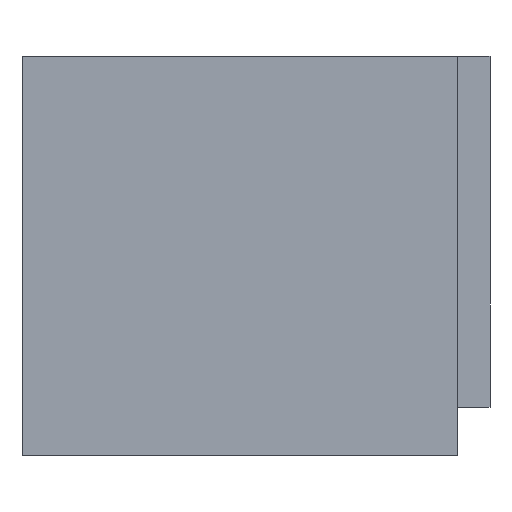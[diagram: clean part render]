
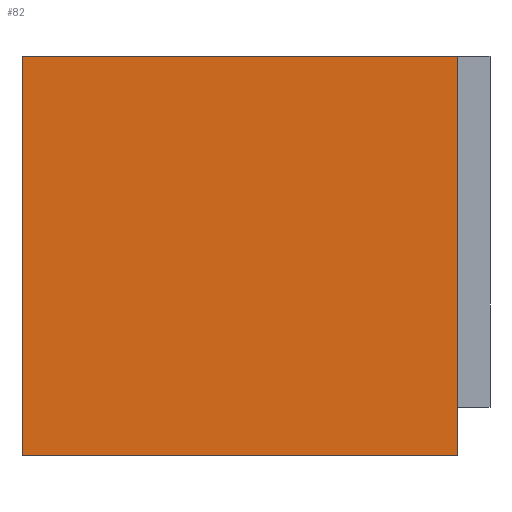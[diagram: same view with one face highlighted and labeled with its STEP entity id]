
A CAD part, left-side view. The second image highlights one B-rep face of the part: STEP entity #82.
In plain terms, the highlighted planar face has unit normal (-1, 0, 0).
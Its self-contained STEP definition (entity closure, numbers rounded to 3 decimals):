
#82 = ADVANCED_FACE( '', ( #168 ), #169, .F. );
#168 = FACE_OUTER_BOUND( '', #245, .T. );
#169 = PLANE( '', #246 );
#245 = EDGE_LOOP( '', ( #409, #410, #411, #412 ) );
#246 = AXIS2_PLACEMENT_3D( '', #413, #414, #415 );
#409 = ORIENTED_EDGE( '', *, *, #465, .T. );
#410 = ORIENTED_EDGE( '', *, *, #472, .F. );
#411 = ORIENTED_EDGE( '', *, *, #435, .F. );
#412 = ORIENTED_EDGE( '', *, *, #430, .T. );
#413 = CARTESIAN_POINT( '', ( -39.95, -27., 12.375 ) );
#414 = DIRECTION( '', ( 1., 0., 0. ) );
#415 = DIRECTION( '', ( 0., 0., -1. ) );
#430 = EDGE_CURVE( '', #507, #505, #508, .T. );
#435 = EDGE_CURVE( '', #507, #515, #516, .T. );
#465 = EDGE_CURVE( '', #505, #558, #559, .T. );
#472 = EDGE_CURVE( '', #515, #558, #567, .T. );
#505 = VERTEX_POINT( '', #610 );
#507 = VERTEX_POINT( '', #613 );
#508 = LINE( '', #614, #615 );
#515 = VERTEX_POINT( '', #624 );
#516 = LINE( '', #625, #626 );
#558 = VERTEX_POINT( '', #683 );
#559 = LINE( '', #684, #685 );
#567 = LINE( '', #697, #698 );
#610 = CARTESIAN_POINT( '', ( -39.95, 0., 12.375 ) );
#613 = CARTESIAN_POINT( '', ( -39.95, -27., 12.375 ) );
#614 = CARTESIAN_POINT( '', ( -39.95, -27., 12.375 ) );
#615 = VECTOR( '', #724, 1000. );
#624 = CARTESIAN_POINT( '', ( -39.95, -27., -12.375 ) );
#625 = CARTESIAN_POINT( '', ( -39.95, -27., 12.375 ) );
#626 = VECTOR( '', #730, 1000. );
#683 = CARTESIAN_POINT( '', ( -39.95, 0., -12.375 ) );
#684 = CARTESIAN_POINT( '', ( -39.95, 0., 12.375 ) );
#685 = VECTOR( '', #758, 1000. );
#697 = CARTESIAN_POINT( '', ( -39.95, -27., -12.375 ) );
#698 = VECTOR( '', #763, 1000. );
#724 = DIRECTION( '', ( 0., 1., 0. ) );
#730 = DIRECTION( '', ( 0., 0., -1. ) );
#758 = DIRECTION( '', ( 0., 0., -1. ) );
#763 = DIRECTION( '', ( 0., 1., 0. ) );
